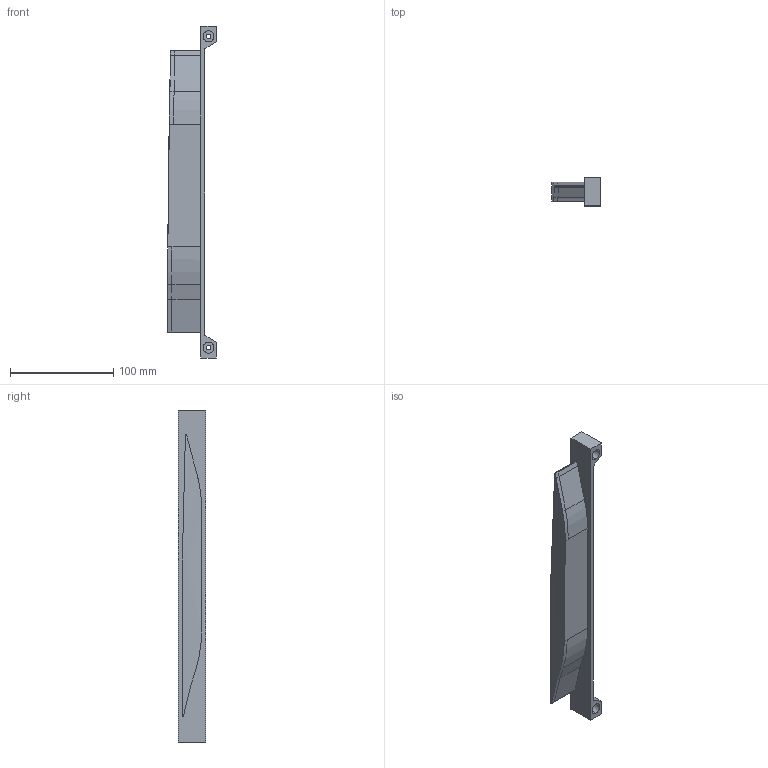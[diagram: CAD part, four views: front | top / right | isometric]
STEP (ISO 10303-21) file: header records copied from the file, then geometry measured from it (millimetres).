
FILE_DESCRIPTION (( 'STEP AP203' ), '1' );
FILE_NAME ('MS001-A.03.012SL.1.1衵耜芵嫖啣.step', '2021-08-27T10:48:08', ( 'Windows User' ), ( 'P R C' ), 'SwSTEP 2.0', 'SolidWorks 2016', '' );
FILE_SCHEMA (( 'CONFIG_CONTROL_DESIGN' ));
Length unit declared in the file: millimetre
Products named in the file (1): MS001-A.03.012SL.1.1衵耜芵嫖啣
Bounding box: 46.99 x 26.65 x 321.43 mm (x, y, z)
Volume: 163386.6 mm3; surface area: 40423.8 mm2
Topology: 1 solids, 1 shells, 48 faces, 118 edges, 77 vertices
Faces by surface type: bspline 18, cylinder 16, plane 14
Entity records: 1917 total; most frequent: CARTESIAN_POINT 790, ORIENTED_EDGE 236, DIRECTION 173, EDGE_CURVE 118, VERTEX_POINT 77, AXIS2_PLACEMENT_3D 59, EDGE_LOOP 57, VECTOR 55
